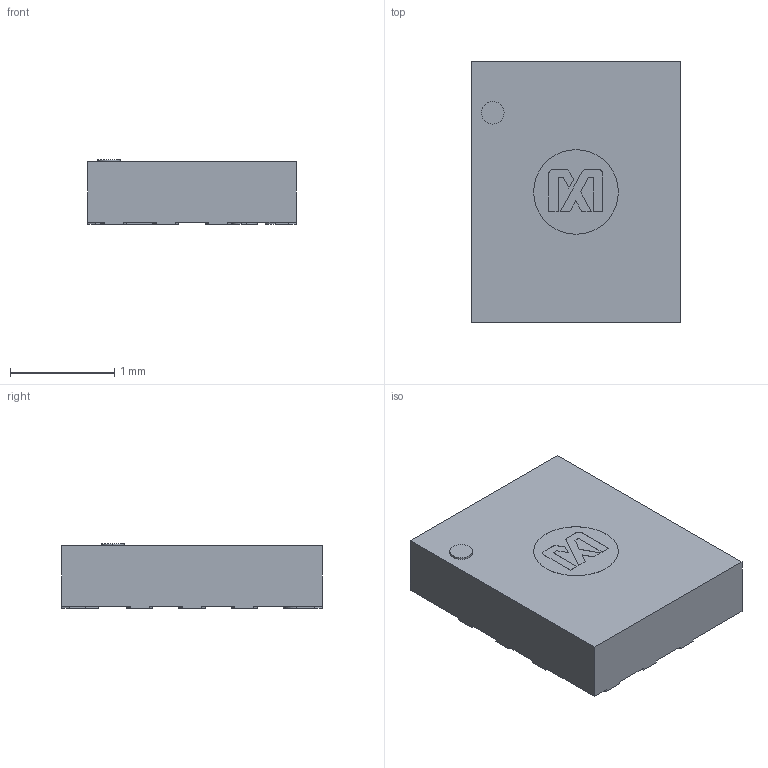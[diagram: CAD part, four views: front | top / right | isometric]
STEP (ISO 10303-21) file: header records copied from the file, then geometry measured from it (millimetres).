
FILE_DESCRIPTION (( 'STEP AP214' ), '1' );
FILE_NAME ('MAXIM_90-100154.STEP', '2020-07-20T08:47:23', ( '' ), ( '' ), 'SwSTEP 2.0', 'SolidWorks 2019', '' );
FILE_SCHEMA (( 'AUTOMOTIVE_DESIGN' ));
Length unit declared in the file: millimetre
Products named in the file (1): MAXIM_90-100154
Bounding box: 2 x 2.5 x 0.62 mm (x, y, z)
Volume: 2.9 mm3; surface area: 15.5 mm2
Topology: 1 solids, 1 shells, 138 faces, 396 edges, 264 vertices
Faces by surface type: plane 113, cylinder 21, bspline 4
Entity records: 4673 total; most frequent: CARTESIAN_POINT 883, ORIENTED_EDGE 792, DIRECTION 700, EDGE_CURVE 396, VECTOR 346, LINE 346, VERTEX_POINT 264, AXIS2_PLACEMENT_3D 177
